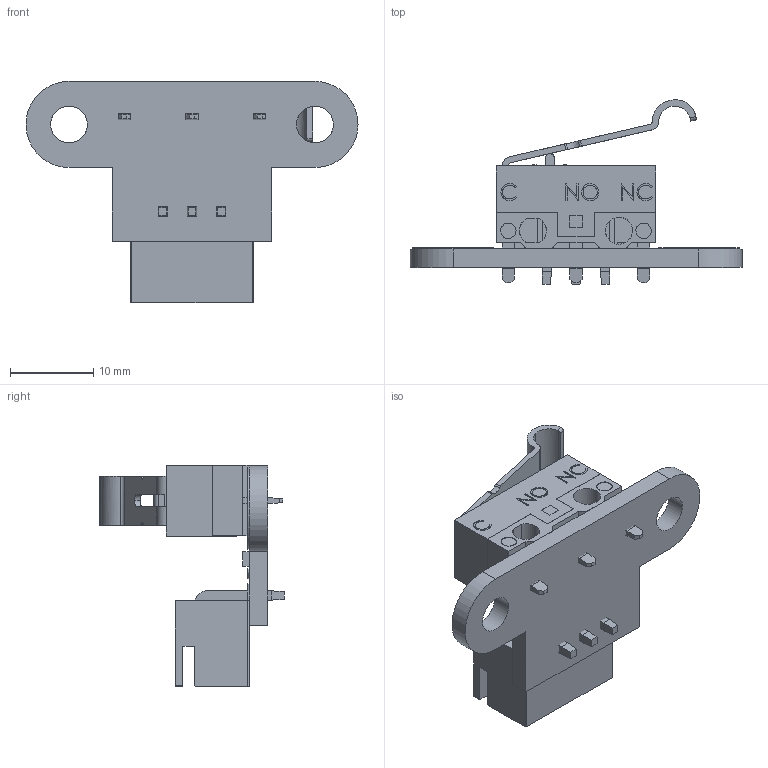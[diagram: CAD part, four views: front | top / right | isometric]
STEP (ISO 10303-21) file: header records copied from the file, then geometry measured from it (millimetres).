
FILE_DESCRIPTION(('FreeCAD Model'),'2;1');
FILE_NAME('Open CASCADE Shape Model','2025-05-07T17:48:22',('FreeCAD'),( 'FreeCAD'),'Open CASCADE STEP processor 7.6','FreeCAD','Unknown');
FILE_SCHEMA(('AUTOMOTIVE_DESIGN { 1 0 10303 214 1 1 1 1 }'));
Length unit declared in the file: millimetre
Products named in the file (1): Open CASCADE STEP translator 7.6 1
Bounding box: 39.97 x 22.18 x 26.68 mm (x, y, z)
Volume: 3420.2 mm3; surface area: 4256.2 mm2
Topology: 4 solids, 4 shells, 599 faces, 1575 edges, 1042 vertices
Faces by surface type: bspline 599
Entity records: 23344 total; most frequent: CARTESIAN_POINT 13661, ORIENTED_EDGE 3150, EDGE_CURVE 1575, B_SPLINE_CURVE_WITH_KNOTS 1435, VERTEX_POINT 1042, FACE_BOUND 665, EDGE_LOOP 665, ADVANCED_FACE 599
